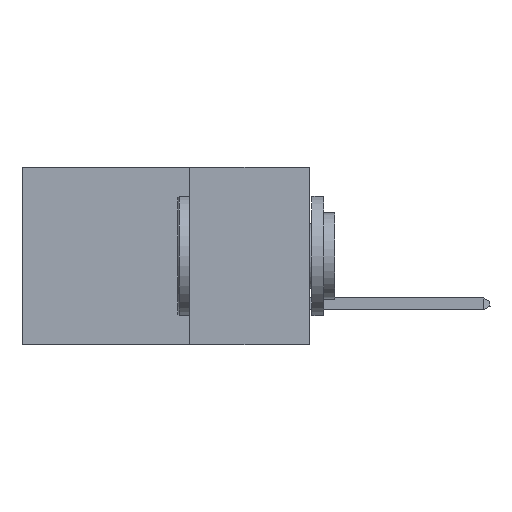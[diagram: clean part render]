
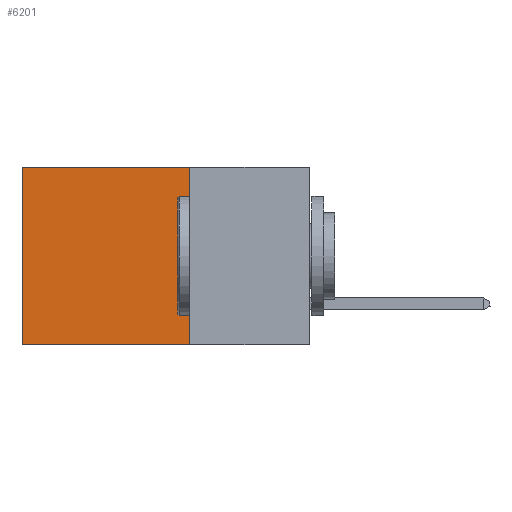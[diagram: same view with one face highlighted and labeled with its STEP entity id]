
A CAD part, left-side view. The second image highlights one B-rep face of the part: STEP entity #6201.
In plain terms, the highlighted planar face has unit normal (-1, 0, 0).
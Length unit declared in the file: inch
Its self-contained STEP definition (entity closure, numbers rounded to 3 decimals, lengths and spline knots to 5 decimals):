
#1100 = CARTESIAN_POINT ( 'NONE',  ( 0.2875, 0.6, -0.37 ) ) ;
#2227 = CARTESIAN_POINT ( 'NONE',  ( 0.2875, 0.6, 0. ) ) ;
#2787 = VERTEX_POINT ( 'NONE', #23311 ) ;
#3045 = PLANE ( 'NONE',  #13922 ) ;
#3056 = DIRECTION ( 'NONE',  ( 0., 1., 0. ) ) ;
#3346 = CARTESIAN_POINT ( 'NONE',  ( 0.2875, 0.25, -0.37 ) ) ;
#4754 = LINE ( 'NONE', #11743, #25324 ) ;
#5225 = ORIENTED_EDGE ( 'NONE', *, *, #28500, .F. ) ;
#6201 = ADVANCED_FACE ( 'NONE', ( #25376 ), #3045, .F. ) ;
#7217 = VECTOR ( 'NONE', #33303, 39.37008 ) ;
#7815 = VECTOR ( 'NONE', #12874, 39.37008 ) ;
#8494 = DIRECTION ( 'NONE',  ( 0., 0., -1. ) ) ;
#11603 = DIRECTION ( 'NONE',  ( 0., 0., -1. ) ) ;
#11743 = CARTESIAN_POINT ( 'NONE',  ( 0.2875, 0.25, 0. ) ) ;
#11871 = CARTESIAN_POINT ( 'NONE',  ( 0.2875, 0.25, 0. ) ) ;
#12446 = EDGE_CURVE ( 'NONE', #22328, #2787, #4754, .T. ) ;
#12874 = DIRECTION ( 'NONE',  ( 0., 0., -1. ) ) ;
#13922 = AXIS2_PLACEMENT_3D ( 'NONE', #11871, #33243, #11603 ) ;
#14857 = LINE ( 'NONE', #2227, #18171 ) ;
#15259 = ORIENTED_EDGE ( 'NONE', *, *, #17938, .T. ) ;
#15357 = LINE ( 'NONE', #27148, #7217 ) ;
#15896 = VERTEX_POINT ( 'NONE', #3346 ) ;
#16217 = ORIENTED_EDGE ( 'NONE', *, *, #12446, .T. ) ;
#16433 = LINE ( 'NONE', #34128, #7815 ) ;
#17938 = EDGE_CURVE ( 'NONE', #2787, #21029, #14857, .T. ) ;
#18171 = VECTOR ( 'NONE', #8494, 39.37008 ) ;
#21029 = VERTEX_POINT ( 'NONE', #1100 ) ;
#22328 = VERTEX_POINT ( 'NONE', #35852 ) ;
#23311 = CARTESIAN_POINT ( 'NONE',  ( 0.2875, 0.6, 0. ) ) ;
#24154 = EDGE_CURVE ( 'NONE', #15896, #21029, #15357, .T. ) ;
#25324 = VECTOR ( 'NONE', #3056, 39.37008 ) ;
#25376 = FACE_OUTER_BOUND ( 'NONE', #31112, .T. ) ;
#27148 = CARTESIAN_POINT ( 'NONE',  ( 0.2875, 0.25, -0.37 ) ) ;
#28500 = EDGE_CURVE ( 'NONE', #22328, #15896, #16433, .T. ) ;
#29751 = ORIENTED_EDGE ( 'NONE', *, *, #24154, .F. ) ;
#31112 = EDGE_LOOP ( 'NONE', ( #15259, #29751, #5225, #16217 ) ) ;
#33243 = DIRECTION ( 'NONE',  ( 1., 0., 0. ) ) ;
#33303 = DIRECTION ( 'NONE',  ( 0., 1., 0. ) ) ;
#34128 = CARTESIAN_POINT ( 'NONE',  ( 0.2875, 0.25, 0. ) ) ;
#35852 = CARTESIAN_POINT ( 'NONE',  ( 0.2875, 0.25, 0. ) ) ;
